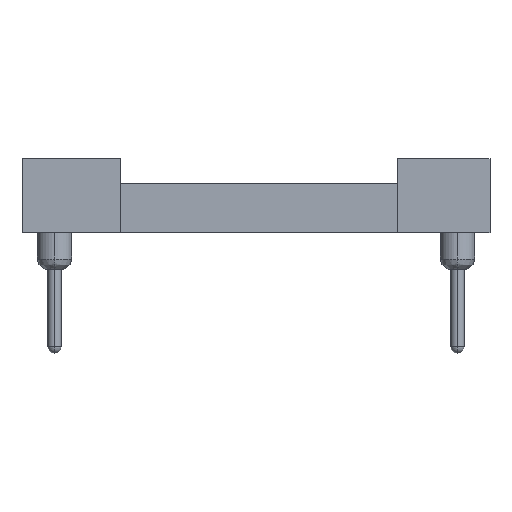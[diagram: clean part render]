
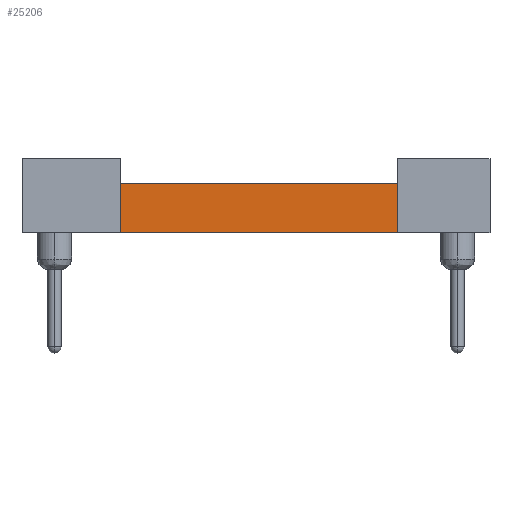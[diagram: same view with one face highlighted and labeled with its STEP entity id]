
A CAD part, front view. The second image highlights one B-rep face of the part: STEP entity #25206.
In plain terms, the highlighted planar face has unit normal (0, -1, 0).
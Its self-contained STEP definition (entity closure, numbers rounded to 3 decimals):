
#25123=CARTESIAN_POINT('',(5.36,-20.32,1.4));
#25124=VERTEX_POINT('',#25123);
#25125=CARTESIAN_POINT('',(-5.14,-20.32,1.4));
#25126=VERTEX_POINT('',#25125);
#25127=CARTESIAN_POINT('',(5.36,-20.32,1.4));
#25128=DIRECTION('',(-1.0,0.0,0.0));
#25129=VECTOR('',#25128,10.5);
#25130=LINE('',#25127,#25129);
#25131=EDGE_CURVE('',#25124,#25126,#25130,.T.);
#25176=CARTESIAN_POINT('',(6.005,-20.32,3.27));
#25177=DIRECTION('',(0.0,-1.0,0.0));
#25178=DIRECTION('',(0.0,0.0,1.0));
#25179=AXIS2_PLACEMENT_3D('',#25176,#25177,#25178);
#25180=PLANE('',#25179);
#25181=CARTESIAN_POINT('',(-5.14,-20.32,3.27));
#25182=VERTEX_POINT('',#25181);
#25183=CARTESIAN_POINT('',(5.36,-20.32,3.27));
#25184=VERTEX_POINT('',#25183);
#25185=CARTESIAN_POINT('',(-5.14,-20.32,3.27));
#25186=DIRECTION('',(1.0,0.0,0.0));
#25187=VECTOR('',#25186,10.5);
#25188=LINE('',#25185,#25187);
#25189=EDGE_CURVE('',#25182,#25184,#25188,.T.);
#25190=ORIENTED_EDGE('',*,*,#25189,.F.);
#25191=CARTESIAN_POINT('',(-5.14,-20.32,3.27));
#25192=DIRECTION('',(0.0,0.0,-1.0));
#25193=VECTOR('',#25192,1.87);
#25194=LINE('',#25191,#25193);
#25195=EDGE_CURVE('',#25182,#25126,#25194,.T.);
#25196=ORIENTED_EDGE('',*,*,#25195,.T.);
#25197=ORIENTED_EDGE('',*,*,#25131,.F.);
#25198=CARTESIAN_POINT('',(5.36,-20.32,1.4));
#25199=DIRECTION('',(0.0,0.0,1.0));
#25200=VECTOR('',#25199,1.87);
#25201=LINE('',#25198,#25200);
#25202=EDGE_CURVE('',#25124,#25184,#25201,.T.);
#25203=ORIENTED_EDGE('',*,*,#25202,.T.);
#25204=EDGE_LOOP('',(#25190,#25196,#25197,#25203));
#25205=FACE_OUTER_BOUND('',#25204,.T.);
#25206=ADVANCED_FACE('',(#25205),#25180,.T.);
